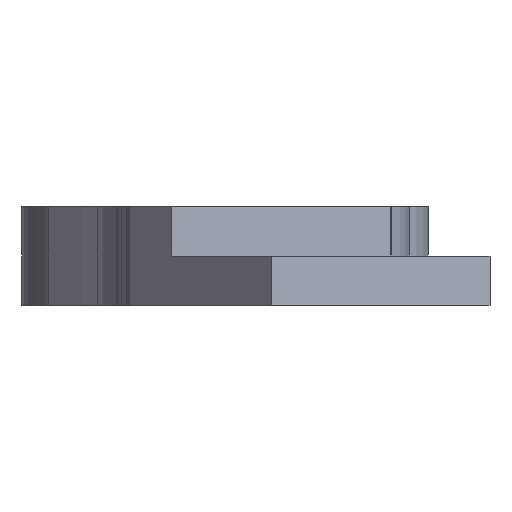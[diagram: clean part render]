
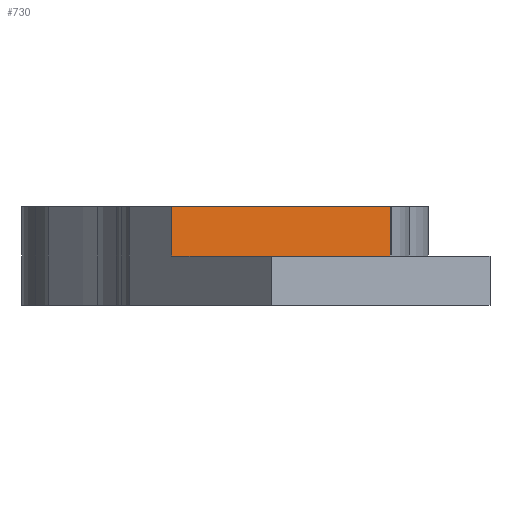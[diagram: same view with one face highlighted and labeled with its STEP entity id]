
A CAD part, front view. The second image highlights one B-rep face of the part: STEP entity #730.
In plain terms, the highlighted planar face has unit normal (0.644, -0.765, 0).
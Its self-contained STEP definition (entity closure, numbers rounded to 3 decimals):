
#117=FACE_OUTER_BOUND('',#156,.T.);
#156=EDGE_LOOP('',(#498,#499,#500,#501));
#209=LINE('',#1132,#261);
#210=LINE('',#1134,#262);
#211=LINE('',#1136,#263);
#212=LINE('',#1137,#264);
#261=VECTOR('',#884,10.);
#262=VECTOR('',#885,10.);
#263=VECTOR('',#886,10.);
#264=VECTOR('',#887,10.);
#313=VERTEX_POINT('',#1130);
#314=VERTEX_POINT('',#1131);
#315=VERTEX_POINT('',#1133);
#316=VERTEX_POINT('',#1135);
#387=EDGE_CURVE('',#313,#314,#209,.T.);
#388=EDGE_CURVE('',#315,#313,#210,.T.);
#389=EDGE_CURVE('',#315,#316,#211,.T.);
#390=EDGE_CURVE('',#314,#316,#212,.T.);
#498=ORIENTED_EDGE('',*,*,#387,.F.);
#499=ORIENTED_EDGE('',*,*,#388,.F.);
#500=ORIENTED_EDGE('',*,*,#389,.T.);
#501=ORIENTED_EDGE('',*,*,#390,.F.);
#720=PLANE('',#783);
#730=ADVANCED_FACE('',(#117),#720,.F.);
#783=AXIS2_PLACEMENT_3D('',#1129,#882,#883);
#882=DIRECTION('center_axis',(-0.644,0.765,0.));
#883=DIRECTION('ref_axis',(0.765,0.644,0.));
#884=DIRECTION('',(0.765,0.644,0.));
#885=DIRECTION('',(0.,0.,1.));
#886=DIRECTION('',(0.765,0.644,0.));
#887=DIRECTION('',(0.,0.,-1.));
#1129=CARTESIAN_POINT('Origin',(54.17,16.82,0.));
#1130=CARTESIAN_POINT('',(54.17,16.82,0.));
#1131=CARTESIAN_POINT('',(65.258,26.151,0.));
#1132=CARTESIAN_POINT('',(69.68,29.872,0.));
#1133=CARTESIAN_POINT('',(54.17,16.82,-2.5));
#1134=CARTESIAN_POINT('',(54.17,16.82,0.));
#1135=CARTESIAN_POINT('',(65.258,26.151,-2.5));
#1136=CARTESIAN_POINT('',(53.702,16.427,-2.5));
#1137=CARTESIAN_POINT('',(65.258,26.151,0.));
